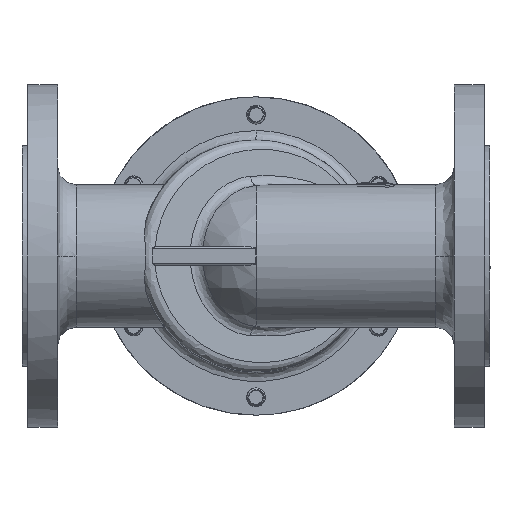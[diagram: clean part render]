
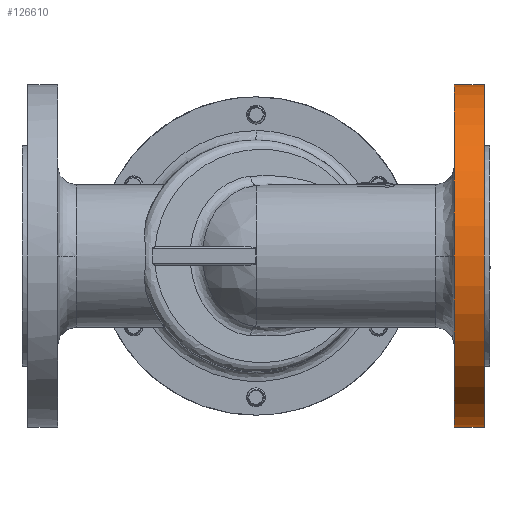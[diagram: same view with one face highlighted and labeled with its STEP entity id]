
A CAD part, front view. The second image highlights one B-rep face of the part: STEP entity #126610.
In plain terms, the highlighted cylindrical face has radius 91.5 mm (diameter 183 mm), a partial arc.
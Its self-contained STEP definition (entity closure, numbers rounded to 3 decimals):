
#4314 = DIRECTION ( 'NONE',  ( 1., 0., 0. ) ) ;
#9193 = ORIENTED_EDGE ( 'NONE', *, *, #40799, .F. ) ;
#12388 = ORIENTED_EDGE ( 'NONE', *, *, #85425, .F. ) ;
#17206 = ORIENTED_EDGE ( 'NONE', *, *, #30625, .F. ) ;
#18065 = ORIENTED_EDGE ( 'NONE', *, *, #19024, .T. ) ;
#18489 = CARTESIAN_POINT ( 'NONE',  ( 106., -66.5, -91.499 ) ) ;
#19024 = EDGE_CURVE ( 'NONE', #57158, #62856, #127426, .T. ) ;
#21506 = CARTESIAN_POINT ( 'NONE',  ( 121.995, -66., 91.5 ) ) ;
#22618 = AXIS2_PLACEMENT_3D ( 'NONE', #92283, #25406, #103570 ) ;
#24246 = CARTESIAN_POINT ( 'NONE',  ( 106., -66.5, 91.499 ) ) ;
#25406 = DIRECTION ( 'NONE',  ( -1., 0., 0. ) ) ;
#27052 = CARTESIAN_POINT ( 'NONE',  ( 106.002, -66.333, -91.5 ) ) ;
#30196 = CARTESIAN_POINT ( 'NONE',  ( 105.567, -66., 0. ) ) ;
#30625 = EDGE_CURVE ( 'NONE', #67756, #113168, #114085, .T. ) ;
#33649 = CARTESIAN_POINT ( 'NONE',  ( 106.005, -66., 91.5 ) ) ;
#35169 = FACE_OUTER_BOUND ( 'NONE', #135634, .T. ) ;
#36878 = CARTESIAN_POINT ( 'NONE',  ( 121.996, -66.166, -91.5 ) ) ;
#36940 = VERTEX_POINT ( 'NONE', #126827 ) ;
#40799 = EDGE_CURVE ( 'NONE', #83016, #62856, #136285, .T. ) ;
#41424 = DIRECTION ( 'NONE',  ( 1., 0., 0. ) ) ;
#42936 = CARTESIAN_POINT ( 'NONE',  ( 106., -66., 0. ) ) ;
#43333 = CARTESIAN_POINT ( 'NONE',  ( 106.004, -66.167, 91.5 ) ) ;
#47308 = ORIENTED_EDGE ( 'NONE', *, *, #54402, .F. ) ;
#49060 = VERTEX_POINT ( 'NONE', #87144 ) ;
#49971 = LINE ( 'NONE', #71186, #109415 ) ;
#51203 = B_SPLINE_CURVE_WITH_KNOTS ( 'NONE', 3,
 ( #115068, #36878, #59296, #137557 ),
 .UNSPECIFIED., .F., .F.,
 ( 4, 4 ),
 ( 0.143, 0.144 ),
 .UNSPECIFIED. ) ;
#51805 = AXIS2_PLACEMENT_3D ( 'NONE', #42936, #121105, #54146 ) ;
#54146 = DIRECTION ( 'NONE',  ( 0., 0., -1. ) ) ;
#54402 = EDGE_CURVE ( 'NONE', #118314, #83016, #126136, .T. ) ;
#54547 = CARTESIAN_POINT ( 'NONE',  ( 106., -66.5, 91.499 ) ) ;
#55272 = ORIENTED_EDGE ( 'NONE', *, *, #81171, .F. ) ;
#57158 = VERTEX_POINT ( 'NONE', #136639 ) ;
#57643 = VECTOR ( 'NONE', #81317, 1000. ) ;
#59296 = CARTESIAN_POINT ( 'NONE',  ( 121.998, -66.332, -91.5 ) ) ;
#62854 = CARTESIAN_POINT ( 'NONE',  ( 121.995, -66., 91.5 ) ) ;
#62856 = VERTEX_POINT ( 'NONE', #18489 ) ;
#67756 = VERTEX_POINT ( 'NONE', #122839 ) ;
#70059 = CARTESIAN_POINT ( 'NONE',  ( 105.567, -66., -91.5 ) ) ;
#71186 = CARTESIAN_POINT ( 'NONE',  ( 105.567, -66., 91.5 ) ) ;
#77126 = CARTESIAN_POINT ( 'NONE',  ( 122., -66.508, 91.499 ) ) ;
#78467 = EDGE_CURVE ( 'NONE', #36940, #67756, #82358, .T. ) ;
#81171 = EDGE_CURVE ( 'NONE', #49060, #36940, #51203, .T. ) ;
#81317 = DIRECTION ( 'NONE',  ( 1., 0., 0. ) ) ;
#82358 = CIRCLE ( 'NONE', #22618, 91.5 ) ;
#83016 = VERTEX_POINT ( 'NONE', #24246 ) ;
#84153 = AXIS2_PLACEMENT_3D ( 'NONE', #30196, #41424, #97111 ) ;
#85425 = EDGE_CURVE ( 'NONE', #57158, #49060, #87305, .T. ) ;
#86213 = ORIENTED_EDGE ( 'NONE', *, *, #78467, .F. ) ;
#87144 = CARTESIAN_POINT ( 'NONE',  ( 121.995, -66., -91.5 ) ) ;
#87305 = LINE ( 'NONE', #70059, #57643 ) ;
#87724 = CARTESIAN_POINT ( 'NONE',  ( 106.005, -66., 91.5 ) ) ;
#88355 = CARTESIAN_POINT ( 'NONE',  ( 121.996, -66.169, 91.5 ) ) ;
#92283 = CARTESIAN_POINT ( 'NONE',  ( 122., -66., 0. ) ) ;
#97111 = DIRECTION ( 'NONE',  ( 0., 0., -1. ) ) ;
#103570 = DIRECTION ( 'NONE',  ( 0., 0., -1. ) ) ;
#105239 = CARTESIAN_POINT ( 'NONE',  ( 106.004, -66.167, -91.5 ) ) ;
#109415 = VECTOR ( 'NONE', #4314, 1000. ) ;
#110288 = CARTESIAN_POINT ( 'NONE',  ( 106.002, -66.333, 91.5 ) ) ;
#113168 = VERTEX_POINT ( 'NONE', #62854 ) ;
#113820 = EDGE_CURVE ( 'NONE', #118314, #113168, #49971, .T. ) ;
#114085 = B_SPLINE_CURVE_WITH_KNOTS ( 'NONE', 3,
 ( #77126, #144180, #88355, #21506 ),
 .UNSPECIFIED., .F., .F.,
 ( 4, 4 ),
 ( -0.144, -0.143 ),
 .UNSPECIFIED. ) ;
#115068 = CARTESIAN_POINT ( 'NONE',  ( 121.995, -66., -91.5 ) ) ;
#116472 = CARTESIAN_POINT ( 'NONE',  ( 106.005, -66., -91.5 ) ) ;
#118314 = VERTEX_POINT ( 'NONE', #33649 ) ;
#121105 = DIRECTION ( 'NONE',  ( 1., 0., 0. ) ) ;
#122839 = CARTESIAN_POINT ( 'NONE',  ( 122., -66.508, 91.499 ) ) ;
#124393 = ORIENTED_EDGE ( 'NONE', *, *, #113820, .T. ) ;
#126136 = B_SPLINE_CURVE_WITH_KNOTS ( 'NONE', 3,
 ( #87724, #43333, #110288, #54547 ),
 .UNSPECIFIED., .F., .F.,
 ( 4, 4 ),
 ( 0.143, 0.144 ),
 .UNSPECIFIED. ) ;
#126610 = ADVANCED_FACE ( 'NONE', ( #35169 ), #127850, .F. ) ;
#126827 = CARTESIAN_POINT ( 'NONE',  ( 122., -66.498, -91.499 ) ) ;
#127426 = B_SPLINE_CURVE_WITH_KNOTS ( 'NONE', 3,
 ( #116472, #105239, #27052, #127701 ),
 .UNSPECIFIED., .F., .F.,
 ( 4, 4 ),
 ( 0.143, 0.144 ),
 .UNSPECIFIED. ) ;
#127701 = CARTESIAN_POINT ( 'NONE',  ( 106., -66.5, -91.499 ) ) ;
#127850 = CYLINDRICAL_SURFACE ( 'NONE', #84153, 91.5 ) ;
#135634 = EDGE_LOOP ( 'NONE', ( #47308, #124393, #17206, #86213, #55272, #12388, #18065, #9193 ) ) ;
#136285 = CIRCLE ( 'NONE', #51805, 91.5 ) ;
#136639 = CARTESIAN_POINT ( 'NONE',  ( 106.005, -66., -91.5 ) ) ;
#137557 = CARTESIAN_POINT ( 'NONE',  ( 122., -66.498, -91.499 ) ) ;
#144180 = CARTESIAN_POINT ( 'NONE',  ( 121.998, -66.339, 91.5 ) ) ;
